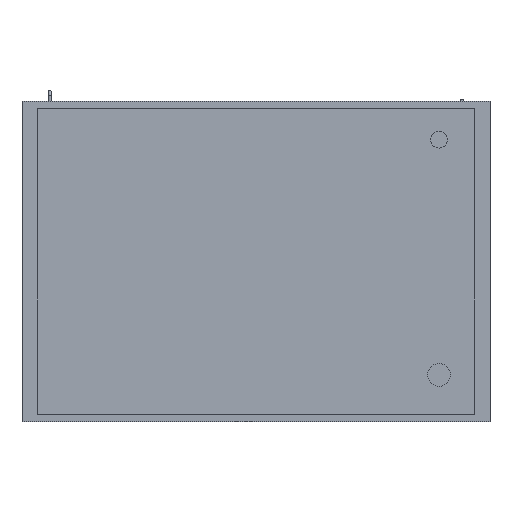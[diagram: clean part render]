
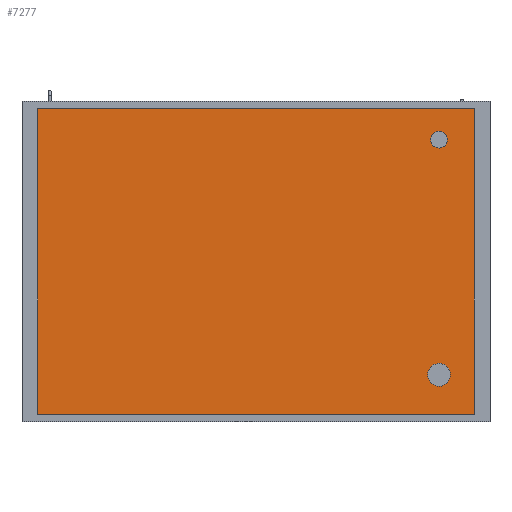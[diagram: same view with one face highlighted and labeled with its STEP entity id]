
A CAD part, front view. The second image highlights one B-rep face of the part: STEP entity #7277.
In plain terms, the highlighted planar face has unit normal (0, -1, 0).
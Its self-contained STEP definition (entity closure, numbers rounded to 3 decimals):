
#110=FACE_BOUND('',#946,.T.);
#111=FACE_BOUND('',#947,.T.);
#131=PLANE('',#7796);
#497=FACE_OUTER_BOUND('',#945,.T.);
#945=EDGE_LOOP('',(#5132,#5133,#5134,#5135));
#946=EDGE_LOOP('',(#5136));
#947=EDGE_LOOP('',(#5137));
#1401=LINE('',#10557,#2284);
#1405=LINE('',#10565,#2288);
#1408=LINE('',#10571,#2291);
#1411=LINE('',#10576,#2294);
#2284=VECTOR('',#8439,10.);
#2288=VECTOR('',#8445,10.);
#2291=VECTOR('',#8450,10.);
#2294=VECTOR('',#8455,10.);
#3154=CIRCLE('',#7780,20.);
#3156=CIRCLE('',#7784,27.5);
#3324=VERTEX_POINT('',#10518);
#3326=VERTEX_POINT('',#10525);
#3335=VERTEX_POINT('',#10555);
#3336=VERTEX_POINT('',#10556);
#3339=VERTEX_POINT('',#10564);
#3341=VERTEX_POINT('',#10570);
#4027=EDGE_CURVE('',#3324,#3324,#3154,.T.);
#4030=EDGE_CURVE('',#3326,#3326,#3156,.T.);
#4043=EDGE_CURVE('',#3335,#3336,#1401,.T.);
#4047=EDGE_CURVE('',#3339,#3335,#1405,.T.);
#4050=EDGE_CURVE('',#3341,#3339,#1408,.T.);
#4053=EDGE_CURVE('',#3336,#3341,#1411,.T.);
#5132=ORIENTED_EDGE('',*,*,#4053,.F.);
#5133=ORIENTED_EDGE('',*,*,#4043,.F.);
#5134=ORIENTED_EDGE('',*,*,#4047,.F.);
#5135=ORIENTED_EDGE('',*,*,#4050,.F.);
#5136=ORIENTED_EDGE('',*,*,#4027,.T.);
#5137=ORIENTED_EDGE('',*,*,#4030,.T.);
#7277=ADVANCED_FACE('',(#497,#110,#111),#131,.F.);
#7780=AXIS2_PLACEMENT_3D('',#10520,#8402,#8403);
#7784=AXIS2_PLACEMENT_3D('',#10527,#8411,#8412);
#7796=AXIS2_PLACEMENT_3D('',#10579,#8459,#8460);
#8402=DIRECTION('center_axis',(0.,1.,0.));
#8403=DIRECTION('ref_axis',(1.,0.,0.));
#8411=DIRECTION('center_axis',(0.,1.,0.));
#8412=DIRECTION('ref_axis',(1.,0.,0.));
#8439=DIRECTION('',(0.,0.,1.));
#8445=DIRECTION('',(-1.,0.,0.));
#8450=DIRECTION('',(0.,0.,-1.));
#8455=DIRECTION('',(1.,0.,0.));
#8459=DIRECTION('center_axis',(0.,1.,0.));
#8460=DIRECTION('ref_axis',(0.,0.,1.));
#10518=CARTESIAN_POINT('',(420.,0.,292.5));
#10520=CARTESIAN_POINT('Origin',(440.,0.,292.5));
#10525=CARTESIAN_POINT('',(412.5,0.,-272.5));
#10527=CARTESIAN_POINT('Origin',(440.,0.,-272.5));
#10555=CARTESIAN_POINT('',(-525.,0.,-367.5));
#10556=CARTESIAN_POINT('',(-525.,0.,367.5));
#10557=CARTESIAN_POINT('',(-525.,0.,-367.5));
#10564=CARTESIAN_POINT('',(525.,0.,-367.5));
#10565=CARTESIAN_POINT('',(525.,0.,-367.5));
#10570=CARTESIAN_POINT('',(525.,0.,367.5));
#10571=CARTESIAN_POINT('',(525.,0.,367.5));
#10576=CARTESIAN_POINT('',(-525.,0.,367.5));
#10579=CARTESIAN_POINT('Origin',(0.,0.,0.));
